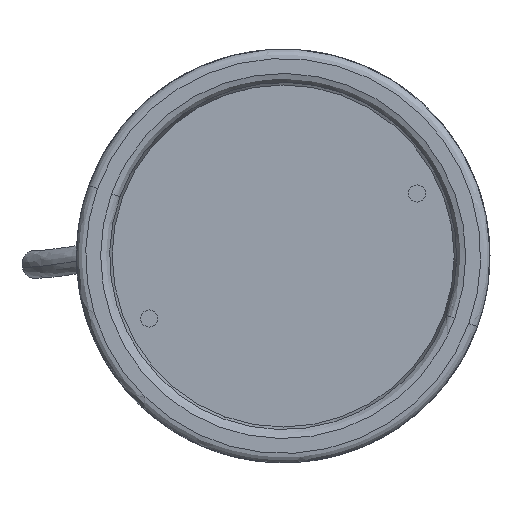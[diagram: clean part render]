
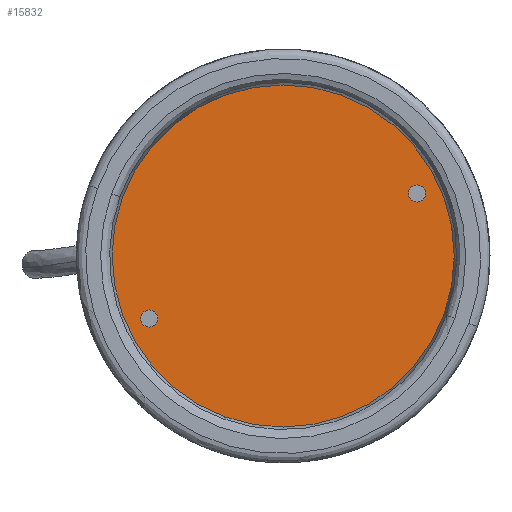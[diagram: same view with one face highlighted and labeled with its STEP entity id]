
A CAD part, front view. The second image highlights one B-rep face of the part: STEP entity #15832.
In plain terms, the highlighted planar face has unit normal (0, -1, 0).
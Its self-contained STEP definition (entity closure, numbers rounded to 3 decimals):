
#14 = DIRECTION ( 'NONE',  ( 1., 0., 0. ) ) ;
#395 = EDGE_CURVE ( 'NONE', #9642, #12000, #15111, .T. ) ;
#1880 = EDGE_CURVE ( 'NONE', #36782, #56188, #36974, .T. ) ;
#3163 = AXIS2_PLACEMENT_3D ( 'NONE', #19397, #14885, #51038 ) ;
#3485 = DIRECTION ( 'NONE',  ( 0., 0., 1. ) ) ;
#3947 = ORIENTED_EDGE ( 'NONE', *, *, #395, .F. ) ;
#4378 = FACE_BOUND ( 'NONE', #20328, .T. ) ;
#6170 = AXIS2_PLACEMENT_3D ( 'NONE', #16864, #21694, #11443 ) ;
#7137 = DIRECTION ( 'NONE',  ( 0., -1., 0. ) ) ;
#7717 = AXIS2_PLACEMENT_3D ( 'NONE', #49800, #30851, #44701 ) ;
#8861 = ORIENTED_EDGE ( 'NONE', *, *, #40639, .F. ) ;
#8959 = ORIENTED_EDGE ( 'NONE', *, *, #1880, .T. ) ;
#9353 = DIRECTION ( 'NONE',  ( 1., 0., 0. ) ) ;
#9642 = VERTEX_POINT ( 'NONE', #57754 ) ;
#9725 = VERTEX_POINT ( 'NONE', #31564 ) ;
#10860 = CIRCLE ( 'NONE', #3163, 55. ) ;
#11443 = DIRECTION ( 'NONE',  ( 0., 0., -1. ) ) ;
#11654 = AXIS2_PLACEMENT_3D ( 'NONE', #40722, #50351, #14 ) ;
#12000 = VERTEX_POINT ( 'NONE', #39390 ) ;
#13374 = VERTEX_POINT ( 'NONE', #45729 ) ;
#13990 = ORIENTED_EDGE ( 'NONE', *, *, #57102, .T. ) ;
#14725 = EDGE_CURVE ( 'NONE', #13374, #9725, #21175, .T. ) ;
#14885 = DIRECTION ( 'NONE',  ( 0., -1., 0. ) ) ;
#15111 = CIRCLE ( 'NONE', #41121, 2.75 ) ;
#15832 = ADVANCED_FACE ( 'NONE', ( #4378, #58909, #44758 ), #49264, .F. ) ;
#16458 = DIRECTION ( 'NONE',  ( 1., 0., 0. ) ) ;
#16864 = CARTESIAN_POINT ( 'NONE',  ( 0., 5.2, 0. ) ) ;
#17383 = ORIENTED_EDGE ( 'NONE', *, *, #40601, .F. ) ;
#17639 = DIRECTION ( 'NONE',  ( 0., 1., 0. ) ) ;
#18394 = CARTESIAN_POINT ( 'NONE',  ( -33.588, 5.2, -33.588 ) ) ;
#19397 = CARTESIAN_POINT ( 'NONE',  ( 0., 5.2, 0. ) ) ;
#20328 = EDGE_LOOP ( 'NONE', ( #3947, #17383 ) ) ;
#21175 = CIRCLE ( 'NONE', #7717, 2.75 ) ;
#21694 = DIRECTION ( 'NONE',  ( 0., -1., 0. ) ) ;
#22905 = ORIENTED_EDGE ( 'NONE', *, *, #14725, .F. ) ;
#24183 = AXIS2_PLACEMENT_3D ( 'NONE', #18394, #37092, #9353 ) ;
#30851 = DIRECTION ( 'NONE',  ( 0., -1., 0. ) ) ;
#31564 = CARTESIAN_POINT ( 'NONE',  ( -30.838, 5.2, -33.588 ) ) ;
#32788 = AXIS2_PLACEMENT_3D ( 'NONE', #40845, #17639, #3485 ) ;
#34022 = CARTESIAN_POINT ( 'NONE',  ( 0., 5.2, -55. ) ) ;
#35169 = CARTESIAN_POINT ( 'NONE',  ( 33.588, 5.2, 33.588 ) ) ;
#36782 = VERTEX_POINT ( 'NONE', #44413 ) ;
#36974 = CIRCLE ( 'NONE', #6170, 55. ) ;
#37092 = DIRECTION ( 'NONE',  ( 0., -1., 0. ) ) ;
#39390 = CARTESIAN_POINT ( 'NONE',  ( 30.838, 5.2, 33.588 ) ) ;
#40601 = EDGE_CURVE ( 'NONE', #12000, #9642, #54937, .T. ) ;
#40639 = EDGE_CURVE ( 'NONE', #9725, #13374, #49168, .T. ) ;
#40722 = CARTESIAN_POINT ( 'NONE',  ( 33.588, 5.2, 33.588 ) ) ;
#40845 = CARTESIAN_POINT ( 'NONE',  ( -110., 5.2, -110. ) ) ;
#41121 = AXIS2_PLACEMENT_3D ( 'NONE', #35169, #7137, #16458 ) ;
#44413 = CARTESIAN_POINT ( 'NONE',  ( 0., 5.2, 55. ) ) ;
#44701 = DIRECTION ( 'NONE',  ( 1., 0., 0. ) ) ;
#44758 = FACE_OUTER_BOUND ( 'NONE', #59110, .T. ) ;
#45729 = CARTESIAN_POINT ( 'NONE',  ( -36.338, 5.2, -33.588 ) ) ;
#49168 = CIRCLE ( 'NONE', #24183, 2.75 ) ;
#49264 = PLANE ( 'NONE',  #32788 ) ;
#49800 = CARTESIAN_POINT ( 'NONE',  ( -33.588, 5.2, -33.588 ) ) ;
#50351 = DIRECTION ( 'NONE',  ( 0., -1., 0. ) ) ;
#51038 = DIRECTION ( 'NONE',  ( 0., 0., -1. ) ) ;
#51907 = EDGE_LOOP ( 'NONE', ( #8861, #22905 ) ) ;
#54937 = CIRCLE ( 'NONE', #11654, 2.75 ) ;
#56188 = VERTEX_POINT ( 'NONE', #34022 ) ;
#57102 = EDGE_CURVE ( 'NONE', #56188, #36782, #10860, .T. ) ;
#57754 = CARTESIAN_POINT ( 'NONE',  ( 36.338, 5.2, 33.588 ) ) ;
#58909 = FACE_BOUND ( 'NONE', #51907, .T. ) ;
#59110 = EDGE_LOOP ( 'NONE', ( #13990, #8959 ) ) ;
